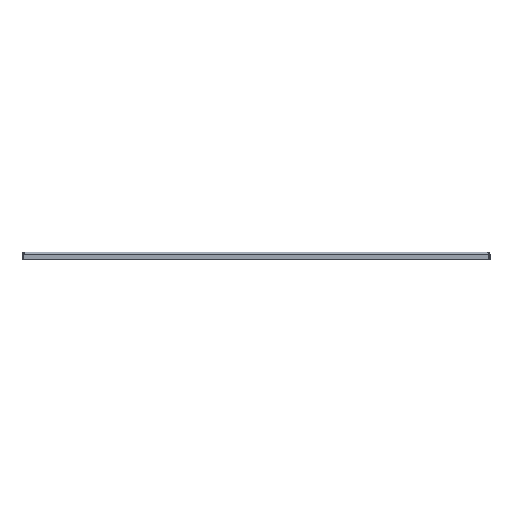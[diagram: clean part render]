
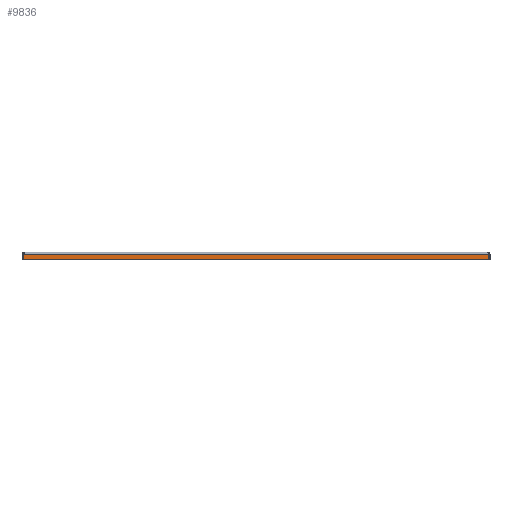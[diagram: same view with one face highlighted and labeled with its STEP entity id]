
A CAD part, left-side view. The second image highlights one B-rep face of the part: STEP entity #9836.
In plain terms, the highlighted planar face has unit normal (-1, 0, 0).
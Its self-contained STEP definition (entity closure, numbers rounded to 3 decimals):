
#9809=AXIS2_PLACEMENT_3D('Plane Axis2P3D',#9806,#9807,#9808) ;
#9163=CARTESIAN_POINT('Vertex',(0.,705.4,8.)) ;
#9166=CARTESIAN_POINT('Line Origine',(0.,-350.318,8.)) ;
#9170=CARTESIAN_POINT('Vertex',(0.,1.6,8.)) ;
#9806=CARTESIAN_POINT('Axis2P3D Location',(0.,353.5,12.)) ;
#9811=CARTESIAN_POINT('Line Origine',(0.,353.5,0.)) ;
#9815=CARTESIAN_POINT('Vertex',(0.,705.4,0.)) ;
#9817=CARTESIAN_POINT('Vertex',(0.,1.6,0.)) ;
#9820=CARTESIAN_POINT('Line Origine',(0.,1.6,4.)) ;
#9825=CARTESIAN_POINT('Line Origine',(0.,705.4,4.)) ;
#9167=DIRECTION('Vector Direction',(0.,1.,0.)) ;
#9807=DIRECTION('Axis2P3D Direction',(1.,0.,0.)) ;
#9808=DIRECTION('Axis2P3D XDirection',(0.,0.,-1.)) ;
#9812=DIRECTION('Vector Direction',(0.,-1.,0.)) ;
#9821=DIRECTION('Vector Direction',(0.,0.,-1.)) ;
#9826=DIRECTION('Vector Direction',(0.,0.,-1.)) ;
#9168=VECTOR('Line Direction',#9167,1.) ;
#9813=VECTOR('Line Direction',#9812,1.) ;
#9822=VECTOR('Line Direction',#9821,1.) ;
#9827=VECTOR('Line Direction',#9826,1.) ;
#9831=ORIENTED_EDGE('',*,*,#9819,.T.) ;
#9832=ORIENTED_EDGE('',*,*,#9824,.F.) ;
#9833=ORIENTED_EDGE('',*,*,#9172,.F.) ;
#9834=ORIENTED_EDGE('',*,*,#9829,.T.) ;
#9836=ADVANCED_FACE('Schnitt-Linear austragen7',(#9835),#9810,.F.) ;
#9172=EDGE_CURVE('',#9164,#9171,#9169,.F.) ;
#9819=EDGE_CURVE('',#9816,#9818,#9814,.T.) ;
#9824=EDGE_CURVE('',#9171,#9818,#9823,.T.) ;
#9829=EDGE_CURVE('',#9164,#9816,#9828,.T.) ;
#9830=EDGE_LOOP('',(#9831,#9832,#9833,#9834)) ;
#9835=FACE_OUTER_BOUND('',#9830,.T.) ;
#9169=LINE('Line',#9166,#9168) ;
#9814=LINE('Line',#9811,#9813) ;
#9823=LINE('Line',#9820,#9822) ;
#9828=LINE('Line',#9825,#9827) ;
#9810=PLANE('',#9809) ;
#9164=VERTEX_POINT('',#9163) ;
#9171=VERTEX_POINT('',#9170) ;
#9816=VERTEX_POINT('',#9815) ;
#9818=VERTEX_POINT('',#9817) ;
